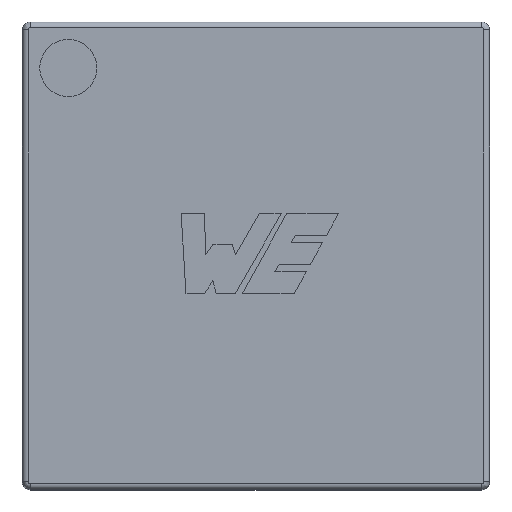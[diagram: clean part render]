
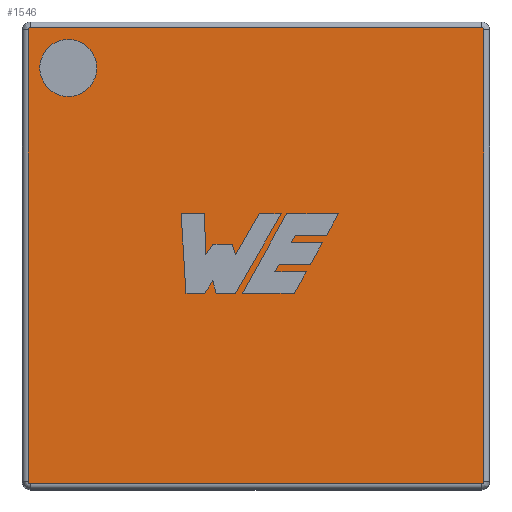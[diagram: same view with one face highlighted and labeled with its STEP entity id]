
A CAD part, top view. The second image highlights one B-rep face of the part: STEP entity #1546.
In plain terms, the highlighted face is planar.
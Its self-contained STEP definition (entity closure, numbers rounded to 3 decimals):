
#42=CIRCLE('',#1730,0.018);
#45=CIRCLE('',#1734,0.018);
#49=CIRCLE('',#1739,0.018);
#53=CIRCLE('',#1744,0.018);
#127=FACE_OUTER_BOUND('',#213,.T.);
#213=EDGE_LOOP('',(#1235,#1236,#1237,#1238,#1239,#1240,#1241,#1242));
#355=LINE('',#2459,#547);
#357=LINE('',#2477,#549);
#358=LINE('',#2494,#550);
#359=LINE('',#2510,#551);
#547=VECTOR('',#2001,10.);
#549=VECTOR('',#2013,10.);
#550=VECTOR('',#2024,10.);
#551=VECTOR('',#2033,10.);
#709=VERTEX_POINT('',#2447);
#712=VERTEX_POINT('',#2452);
#714=VERTEX_POINT('',#2457);
#715=VERTEX_POINT('',#2470);
#716=VERTEX_POINT('',#2475);
#717=VERTEX_POINT('',#2487);
#718=VERTEX_POINT('',#2492);
#720=VERTEX_POINT('',#2505);
#887=EDGE_CURVE('',#712,#709,#42,.T.);
#889=EDGE_CURVE('',#714,#712,#355,.T.);
#892=EDGE_CURVE('',#715,#714,#45,.T.);
#895=EDGE_CURVE('',#716,#715,#357,.T.);
#897=EDGE_CURVE('',#717,#716,#49,.T.);
#900=EDGE_CURVE('',#718,#717,#358,.T.);
#902=EDGE_CURVE('',#720,#718,#53,.T.);
#904=EDGE_CURVE('',#709,#720,#359,.T.);
#1235=ORIENTED_EDGE('',*,*,#887,.F.);
#1236=ORIENTED_EDGE('',*,*,#889,.F.);
#1237=ORIENTED_EDGE('',*,*,#892,.F.);
#1238=ORIENTED_EDGE('',*,*,#895,.F.);
#1239=ORIENTED_EDGE('',*,*,#897,.F.);
#1240=ORIENTED_EDGE('',*,*,#900,.F.);
#1241=ORIENTED_EDGE('',*,*,#902,.F.);
#1242=ORIENTED_EDGE('',*,*,#904,.F.);
#1463=PLANE('',#1751);
#1546=ADVANCED_FACE('',(#127),#1463,.T.);
#1730=AXIS2_PLACEMENT_3D('',#2454,#1995,#1996);
#1734=AXIS2_PLACEMENT_3D('',#2472,#2005,#2006);
#1739=AXIS2_PLACEMENT_3D('',#2489,#2016,#2017);
#1744=AXIS2_PLACEMENT_3D('',#2507,#2027,#2028);
#1751=AXIS2_PLACEMENT_3D('',#2521,#2047,#2048);
#1995=DIRECTION('center_axis',(0.,-1.,0.));
#1996=DIRECTION('ref_axis',(-0.707,0.,0.707));
#2001=DIRECTION('',(-1.,0.,0.));
#2005=DIRECTION('center_axis',(0.,-1.,0.));
#2006=DIRECTION('ref_axis',(0.707,0.,0.707));
#2013=DIRECTION('',(0.,0.,1.));
#2016=DIRECTION('center_axis',(0.,-1.,0.));
#2017=DIRECTION('ref_axis',(0.707,0.,-0.707));
#2024=DIRECTION('',(1.,0.,0.));
#2027=DIRECTION('center_axis',(0.,-1.,0.));
#2028=DIRECTION('ref_axis',(-0.707,0.,-0.707));
#2033=DIRECTION('',(0.,0.,-1.));
#2047=DIRECTION('center_axis',(0.,1.,0.));
#2048=DIRECTION('ref_axis',(0.,0.,1.));
#2447=CARTESIAN_POINT('',(-2.,3.1,1.982));
#2452=CARTESIAN_POINT('',(-1.982,3.1,2.));
#2454=CARTESIAN_POINT('Origin',(-1.982,3.1,1.982));
#2457=CARTESIAN_POINT('',(1.982,3.1,2.));
#2459=CARTESIAN_POINT('',(-0.991,3.1,2.));
#2470=CARTESIAN_POINT('',(2.,3.1,1.982));
#2472=CARTESIAN_POINT('Origin',(1.982,3.1,1.982));
#2475=CARTESIAN_POINT('',(2.,3.1,-1.982));
#2477=CARTESIAN_POINT('',(2.,3.1,0.991));
#2487=CARTESIAN_POINT('',(1.982,3.1,-2.));
#2489=CARTESIAN_POINT('Origin',(1.982,3.1,-1.982));
#2492=CARTESIAN_POINT('',(-1.982,3.1,-2.));
#2494=CARTESIAN_POINT('',(0.991,3.1,-2.));
#2505=CARTESIAN_POINT('',(-2.,3.1,-1.982));
#2507=CARTESIAN_POINT('Origin',(-1.982,3.1,-1.982));
#2510=CARTESIAN_POINT('',(-2.,3.1,-0.991));
#2521=CARTESIAN_POINT('Origin',(0.,3.1,0.));
